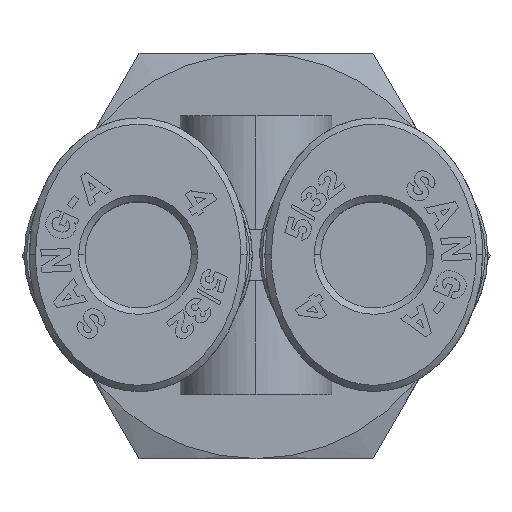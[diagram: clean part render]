
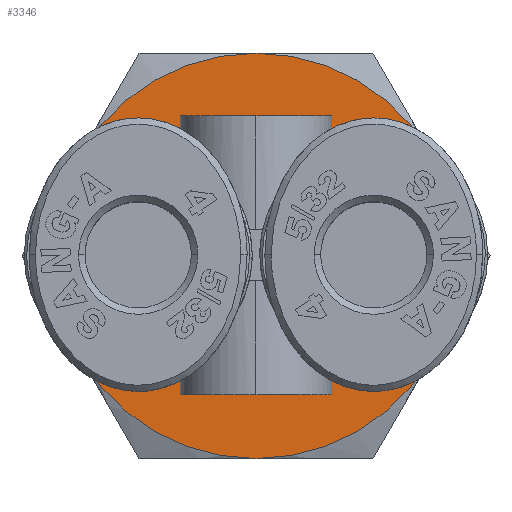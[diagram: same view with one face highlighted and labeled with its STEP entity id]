
A CAD part, top view. The second image highlights one B-rep face of the part: STEP entity #3346.
In plain terms, the highlighted face is planar.
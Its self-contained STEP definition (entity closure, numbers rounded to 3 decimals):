
#527 = ORIENTED_EDGE ( 'NONE', *, *, #32687, .T. ) ;
#949 = EDGE_LOOP ( 'NONE', ( #527, #23191, #16616, #18877, #14725, #18395, #12599 ) ) ;
#1523 = AXIS2_PLACEMENT_3D ( 'NONE', #27149, #13768, #10655 ) ;
#1967 = CARTESIAN_POINT ( 'NONE',  ( -18.2, 4., -11.578 ) ) ;
#3346 = ADVANCED_FACE ( 'NONE', ( #31563, #35019 ), #12764, .T. ) ;
#3775 = AXIS2_PLACEMENT_3D ( 'NONE', #32041, #26627, #34818 ) ;
#4148 = DIRECTION ( 'NONE',  ( 1., 0., 0. ) ) ;
#4480 = EDGE_CURVE ( 'NONE', #28858, #13196, #33212, .T. ) ;
#4672 = DIRECTION ( 'NONE',  ( 0., 0., 1. ) ) ;
#5415 = CARTESIAN_POINT ( 'NONE',  ( -18.2, -8., -4.65 ) ) ;
#6226 = CARTESIAN_POINT ( 'NONE',  ( -18.2, 4., 2.278 ) ) ;
#6297 = EDGE_LOOP ( 'NONE', ( #11721, #14270 ) ) ;
#6518 = AXIS2_PLACEMENT_3D ( 'NONE', #14321, #8683, #23269 ) ;
#7133 = CARTESIAN_POINT ( 'NONE',  ( -18.2, 0., 3.35 ) ) ;
#7296 = VERTEX_POINT ( 'NONE', #6226 ) ;
#8683 = DIRECTION ( 'NONE',  ( 1., 0., 0. ) ) ;
#9921 = CIRCLE ( 'NONE', #6518, 8. ) ;
#10289 = DIRECTION ( 'NONE',  ( 0., 0., 1. ) ) ;
#10390 = CIRCLE ( 'NONE', #11545, 8. ) ;
#10655 = DIRECTION ( 'NONE',  ( 0., 0., -1. ) ) ;
#10922 = AXIS2_PLACEMENT_3D ( 'NONE', #26260, #17837, #25794 ) ;
#11402 = DIRECTION ( 'NONE',  ( 1., 0., 0. ) ) ;
#11545 = AXIS2_PLACEMENT_3D ( 'NONE', #31100, #20262, #12054 ) ;
#11657 = VERTEX_POINT ( 'NONE', #1967 ) ;
#11688 = VERTEX_POINT ( 'NONE', #7133 ) ;
#11721 = ORIENTED_EDGE ( 'NONE', *, *, #25881, .T. ) ;
#12054 = DIRECTION ( 'NONE',  ( 0., 0., 1. ) ) ;
#12599 = ORIENTED_EDGE ( 'NONE', *, *, #34052, .T. ) ;
#12764 = PLANE ( 'NONE',  #3775 ) ;
#12780 = AXIS2_PLACEMENT_3D ( 'NONE', #20529, #4148, #26187 ) ;
#13187 = EDGE_CURVE ( 'NONE', #11657, #30092, #34826, .T. ) ;
#13196 = VERTEX_POINT ( 'NONE', #26422 ) ;
#13768 = DIRECTION ( 'NONE',  ( -1., 0., 0. ) ) ;
#14076 = AXIS2_PLACEMENT_3D ( 'NONE', #28656, #25927, #34465 ) ;
#14270 = ORIENTED_EDGE ( 'NONE', *, *, #4480, .T. ) ;
#14321 = CARTESIAN_POINT ( 'NONE',  ( -18.2, 0., -4.65 ) ) ;
#14725 = ORIENTED_EDGE ( 'NONE', *, *, #33331, .T. ) ;
#15941 = VERTEX_POINT ( 'NONE', #28149 ) ;
#16616 = ORIENTED_EDGE ( 'NONE', *, *, #13187, .T. ) ;
#16657 = AXIS2_PLACEMENT_3D ( 'NONE', #26780, #18722, #10289 ) ;
#16876 = CIRCLE ( 'NONE', #16657, 8. ) ;
#17837 = DIRECTION ( 'NONE',  ( -1., 0., 0. ) ) ;
#18395 = ORIENTED_EDGE ( 'NONE', *, *, #33606, .T. ) ;
#18722 = DIRECTION ( 'NONE',  ( 1., 0., 0. ) ) ;
#18877 = ORIENTED_EDGE ( 'NONE', *, *, #28342, .T. ) ;
#20262 = DIRECTION ( 'NONE',  ( 1., 0., 0. ) ) ;
#20529 = CARTESIAN_POINT ( 'NONE',  ( -18.2, 0., -4.65 ) ) ;
#21183 = DIRECTION ( 'NONE',  ( 1., 0., 0. ) ) ;
#21373 = VERTEX_POINT ( 'NONE', #29041 ) ;
#21544 = CIRCLE ( 'NONE', #33500, 8. ) ;
#22066 = VERTEX_POINT ( 'NONE', #5415 ) ;
#22275 = CARTESIAN_POINT ( 'NONE',  ( -18.2, 0., -4.65 ) ) ;
#22503 = DIRECTION ( 'NONE',  ( 0., 0., 1. ) ) ;
#23191 = ORIENTED_EDGE ( 'NONE', *, *, #34438, .T. ) ;
#23269 = DIRECTION ( 'NONE',  ( 0., 0., 1. ) ) ;
#24937 = CARTESIAN_POINT ( 'NONE',  ( -18.2, 8., -4.65 ) ) ;
#25118 = CIRCLE ( 'NONE', #14076, 8. ) ;
#25794 = DIRECTION ( 'NONE',  ( 0., 0., -1. ) ) ;
#25881 = EDGE_CURVE ( 'NONE', #13196, #28858, #31604, .T. ) ;
#25927 = DIRECTION ( 'NONE',  ( 1., 0., 0. ) ) ;
#26187 = DIRECTION ( 'NONE',  ( 0., 0., 1. ) ) ;
#26260 = CARTESIAN_POINT ( 'NONE',  ( -18.2, 0., -4.65 ) ) ;
#26422 = CARTESIAN_POINT ( 'NONE',  ( -18.2, 0., -9.15 ) ) ;
#26471 = CARTESIAN_POINT ( 'NONE',  ( -18.2, 0., -4.65 ) ) ;
#26627 = DIRECTION ( 'NONE',  ( 1., 0., 0. ) ) ;
#26780 = CARTESIAN_POINT ( 'NONE',  ( -18.2, 0., -4.65 ) ) ;
#27149 = CARTESIAN_POINT ( 'NONE',  ( -18.2, 0., -4.65 ) ) ;
#28149 = CARTESIAN_POINT ( 'NONE',  ( -18.2, -4., 2.278 ) ) ;
#28342 = EDGE_CURVE ( 'NONE', #30092, #7296, #29690, .T. ) ;
#28656 = CARTESIAN_POINT ( 'NONE',  ( -18.2, 0., -4.65 ) ) ;
#28858 = VERTEX_POINT ( 'NONE', #33122 ) ;
#29041 = CARTESIAN_POINT ( 'NONE',  ( -18.2, -4., -11.578 ) ) ;
#29690 = CIRCLE ( 'NONE', #31956, 8. ) ;
#30092 = VERTEX_POINT ( 'NONE', #24937 ) ;
#31100 = CARTESIAN_POINT ( 'NONE',  ( -18.2, 0., -4.65 ) ) ;
#31563 = FACE_BOUND ( 'NONE', #6297, .T. ) ;
#31604 = CIRCLE ( 'NONE', #1523, 4.5 ) ;
#31956 = AXIS2_PLACEMENT_3D ( 'NONE', #22275, #11402, #22503 ) ;
#32041 = CARTESIAN_POINT ( 'NONE',  ( -18.2, -2.8, -4.65 ) ) ;
#32687 = EDGE_CURVE ( 'NONE', #22066, #21373, #25118, .T. ) ;
#33122 = CARTESIAN_POINT ( 'NONE',  ( -18.2, 0., -0.15 ) ) ;
#33212 = CIRCLE ( 'NONE', #10922, 4.5 ) ;
#33331 = EDGE_CURVE ( 'NONE', #7296, #11688, #16876, .T. ) ;
#33500 = AXIS2_PLACEMENT_3D ( 'NONE', #26471, #21183, #4672 ) ;
#33606 = EDGE_CURVE ( 'NONE', #11688, #15941, #10390, .T. ) ;
#34052 = EDGE_CURVE ( 'NONE', #15941, #22066, #9921, .T. ) ;
#34438 = EDGE_CURVE ( 'NONE', #21373, #11657, #21544, .T. ) ;
#34465 = DIRECTION ( 'NONE',  ( 0., 0., 1. ) ) ;
#34818 = DIRECTION ( 'NONE',  ( 0., 0., -1. ) ) ;
#34826 = CIRCLE ( 'NONE', #12780, 8. ) ;
#35019 = FACE_OUTER_BOUND ( 'NONE', #949, .T. ) ;
